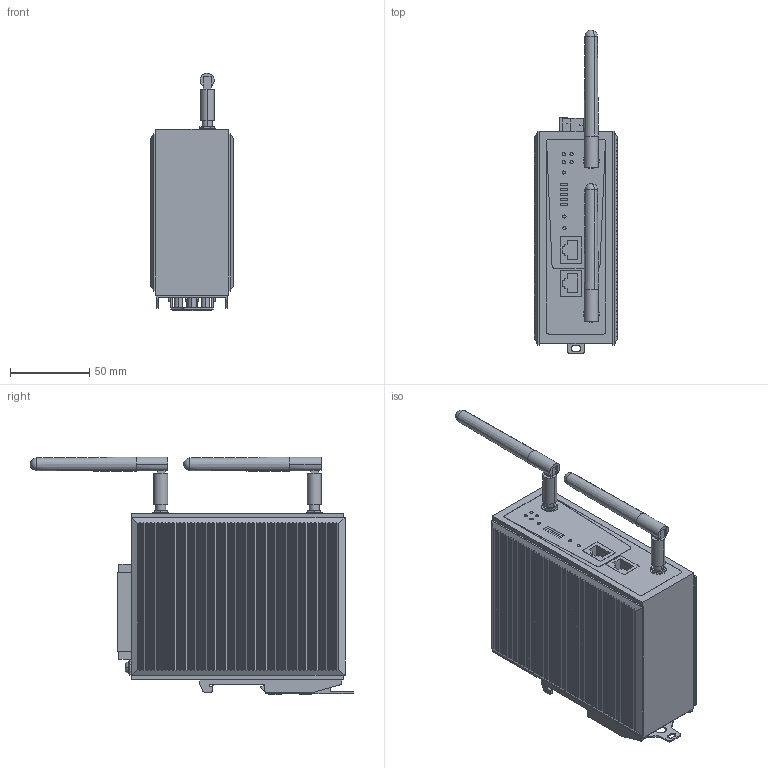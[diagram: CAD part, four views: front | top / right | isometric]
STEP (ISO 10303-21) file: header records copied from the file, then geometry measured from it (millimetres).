
FILE_DESCRIPTION(('CATIA V5 STEP Exchange','CAx-IF Rec.Pracs.--- Model Styling and Organization---1.4--- 2014-01-23'),'2;1');
FILE_NAME ('13049972_3', '2020-03-03T14:00:00+00:00', ('none'), ('Weidmueller'), 'CATIA Version 5-6 Release 2016 SP3 HF44', 'CATIA V5 STEP AP214', 'none');
FILE_SCHEMA(('AUTOMOTIVE_DESIGN { 1 0 10303 214 1 1 1 1 }'));
Products named in the file (1): 2536690000
Bounding box: 52.85 x 204.5 x 150.19 mm (x, y, z)
Volume: 753976.3 mm3; surface area: 146452.7 mm2
Topology: 36 solids, 36 shells, 1190 faces, 3128 edges, 2072 vertices
Faces by surface type: plane 723, cylinder 419, extrusion 36, torus 4, cone 4, sphere 4
Entity records: 44968 total; most frequent: CARTESIAN_POINT 15971, ORIENTED_EDGE 6248, DIRECTION 4612, EDGE_CURVE 3124, VECTOR 2158, LINE 2122, VERTEX_POINT 2072, AXIS2_PLACEMENT_3D 1440
